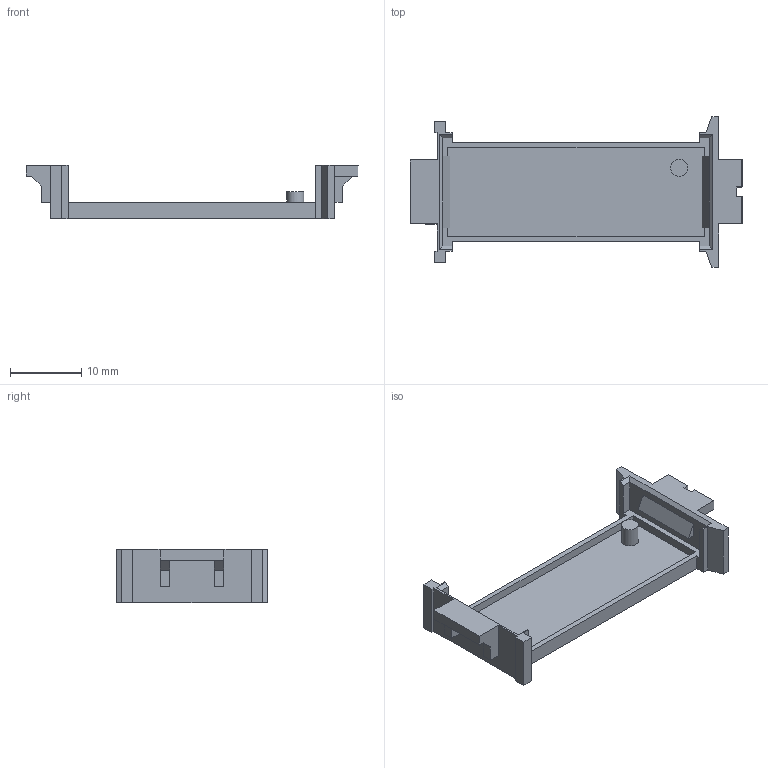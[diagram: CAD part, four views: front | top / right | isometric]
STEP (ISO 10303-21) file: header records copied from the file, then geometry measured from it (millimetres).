
FILE_DESCRIPTION(('FreeCAD Model'),'2;1');
FILE_NAME( 'dip28_pcb_carrier_v4.step', '2019-07-31T03:43:16',(''),(''),'Open CASCADE STEP processor 7.3', 'FreeCAD','Unknown');
FILE_SCHEMA(('AUTOMOTIVE_DESIGN { 1 0 10303 214 1 1 1 1 }'));
Length unit declared in the file: millimetre
Products named in the file (1): Body
Bounding box: 46.66 x 21.16 x 7.48 mm (x, y, z)
Volume: 1146.9 mm3; surface area: 2301.5 mm2
Topology: 1 solids, 1 shells, 86 faces, 234 edges, 154 vertices
Faces by surface type: plane 85, cylinder 1
Full cylindrical faces by diameter (mm): 2.4 x1
Entity records: 5575 total; most frequent: CARTESIAN_POINT 1083, DIRECTION 738, LINE 558, VECTOR 558, ORIENTED_EDGE 468, PCURVE 468, DEFINITIONAL_REPRESENTATION 468, EDGE_CURVE 234
